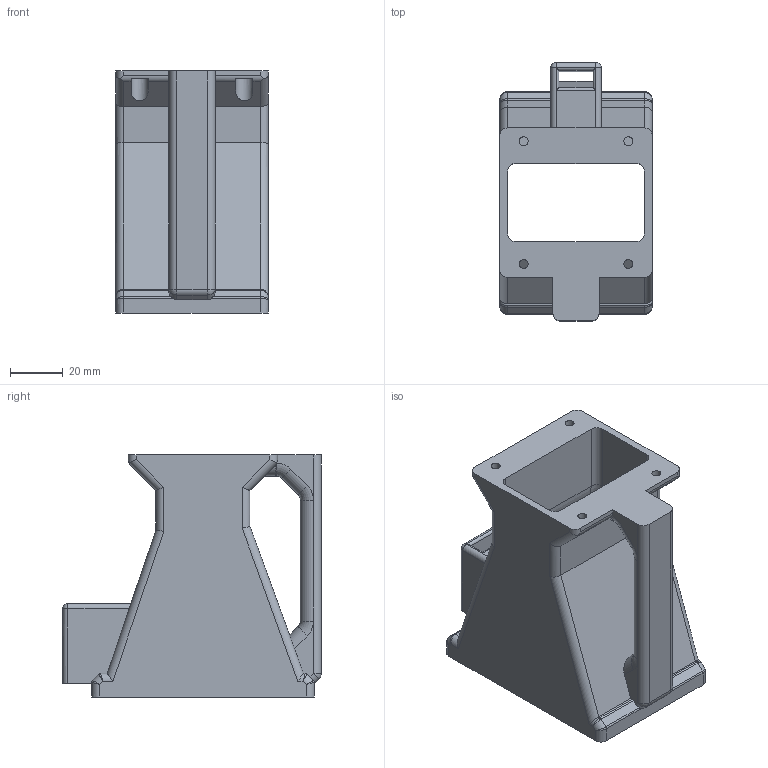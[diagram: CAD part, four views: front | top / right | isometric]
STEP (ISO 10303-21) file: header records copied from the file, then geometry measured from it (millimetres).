
FILE_DESCRIPTION(/* description */ (''),/* implementation_level */ '2;1');
FILE_NAME(/* name */ 'Central Frame v2.2.step',/* time_stamp */ '2023-12-14T15:21:06-07:00',/* author */ (''),/* organization */ (''),/* preprocessor_version */ 'ST-DEVELOPER v20',/* originating_system */ 'Autodesk Translation Framework v12.14.0.127',/* authorisation */ '');
FILE_SCHEMA (('AUTOMOTIVE_DESIGN { 1 0 10303 214 3 1 1 }'));
Length unit declared in the file: millimetre
Products named in the file (1): Central Frame
Bounding box: 57.98 x 98.3 x 92 mm (x, y, z)
Volume: 93296.3 mm3; surface area: 48870.4 mm2
Topology: 1 solids, 1 shells, 191 faces, 498 edges, 301 vertices
Faces by surface type: cylinder 98, plane 69, torus 12, bspline 8, sphere 4
Full cylindrical faces by diameter (mm): 2.242 x1, 2.3 x3, 3.4 x4
Entity records: 6080 total; most frequent: CARTESIAN_POINT 1272, DIRECTION 1049, ORIENTED_EDGE 980, EDGE_CURVE 490, AXIS2_PLACEMENT_3D 387, VERTEX_POINT 301, LINE 275, VECTOR 275
